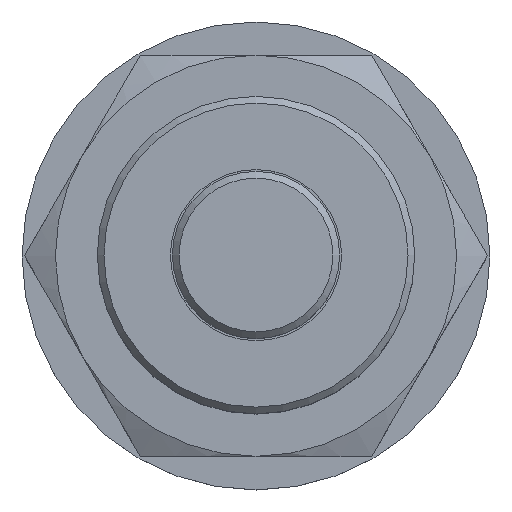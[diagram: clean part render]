
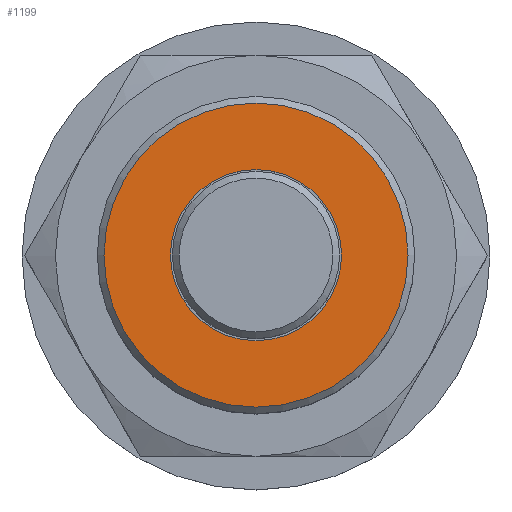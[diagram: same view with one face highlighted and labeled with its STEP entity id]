
A CAD part, top view. The second image highlights one B-rep face of the part: STEP entity #1199.
In plain terms, the highlighted planar face has unit normal (0, 0, 1).
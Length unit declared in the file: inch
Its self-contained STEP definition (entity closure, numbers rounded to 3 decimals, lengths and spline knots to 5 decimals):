
#180=FACE_BOUND('',#348,.T.);
#236=FACE_OUTER_BOUND('',#347,.T.);
#347=EDGE_LOOP('',(#815));
#348=EDGE_LOOP('',(#816));
#466=CIRCLE('',#1331,0.5685);
#468=CIRCLE('',#1335,0.32);
#542=VERTEX_POINT('',#1877);
#544=VERTEX_POINT('',#1883);
#649=EDGE_CURVE('',#542,#542,#466,.T.);
#651=EDGE_CURVE('',#544,#544,#468,.T.);
#815=ORIENTED_EDGE('',*,*,#649,.F.);
#816=ORIENTED_EDGE('',*,*,#651,.T.);
#1062=PLANE('',#1334);
#1199=ADVANCED_FACE('',(#236,#180),#1062,.T.);
#1331=AXIS2_PLACEMENT_3D('',#1878,#1548,#1549);
#1334=AXIS2_PLACEMENT_3D('',#1882,#1554,#1555);
#1335=AXIS2_PLACEMENT_3D('',#1884,#1556,#1557);
#1548=DIRECTION('center_axis',(0.,0.,-1.));
#1549=DIRECTION('ref_axis',(-1.,0.,0.));
#1554=DIRECTION('center_axis',(0.,0.,1.));
#1555=DIRECTION('ref_axis',(-1.,0.,0.));
#1556=DIRECTION('center_axis',(0.,0.,-1.));
#1557=DIRECTION('ref_axis',(1.,0.,0.));
#1877=CARTESIAN_POINT('',(0.5685,0.,2.688));
#1878=CARTESIAN_POINT('Origin',(0.,0.,2.688));
#1882=CARTESIAN_POINT('Origin',(0.,0.,2.688));
#1883=CARTESIAN_POINT('',(-0.32,0.,2.688));
#1884=CARTESIAN_POINT('Origin',(0.,0.,2.688));
